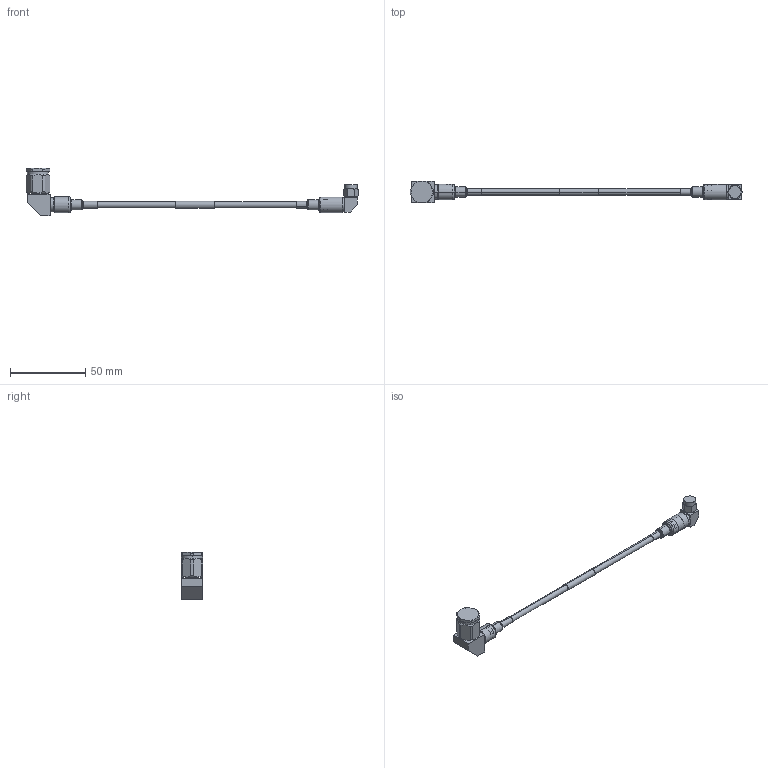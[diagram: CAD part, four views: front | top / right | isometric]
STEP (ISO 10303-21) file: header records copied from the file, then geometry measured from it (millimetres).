
FILE_DESCRIPTION (( 'STEP AP214' ), '1' );
FILE_NAME ('FMCA1702_3D.step', '2023-11-21T23:29:27', ( '' ), ( '' ), 'SwSTEP 2.0', 'SolidWorks 2022', '' );
FILE_SCHEMA (( 'AUTOMOTIVE_DESIGN' ));
Length unit declared in the file: inch
Products named in the file (7): FMCN1467-MA1; PE3C5241-MA2; LL160; FMCN1470-MA1; FMCA1702_3D; FMCN1467; FMCN1470
Assembly tree (6 placements, depth 2):
  FMCA1702_3D
    LL160
    FMCN1470
    FMCN1467
    PE3C5241-MA2
    FMCN1470-MA1
    FMCN1467-MA1
Bounding box: 220.22 x 14.27 x 31.34 mm (x, y, z)
Volume: 11513.6 mm3; surface area: 9721.9 mm2
Topology: 6 solids, 6 shells, 218 faces, 493 edges, 303 vertices
Faces by surface type: cylinder 82, plane 70, cone 38, torus 28
Entity records: 7702 total; most frequent: CARTESIAN_POINT 1549, DIRECTION 1120, ORIENTED_EDGE 986, EDGE_CURVE 493, AXIS2_PLACEMENT_3D 478, VERTEX_POINT 303, CIRCLE 251, EDGE_LOOP 240
